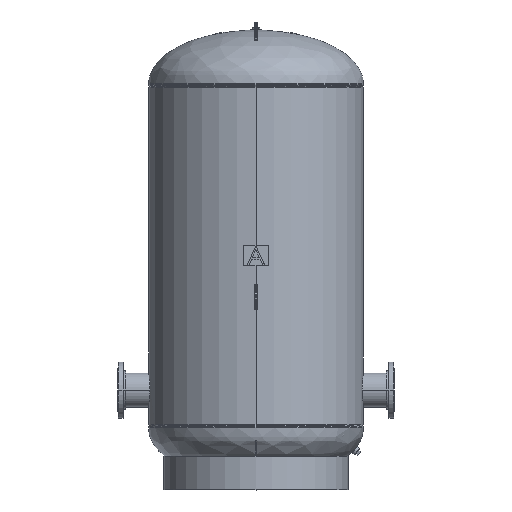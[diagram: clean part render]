
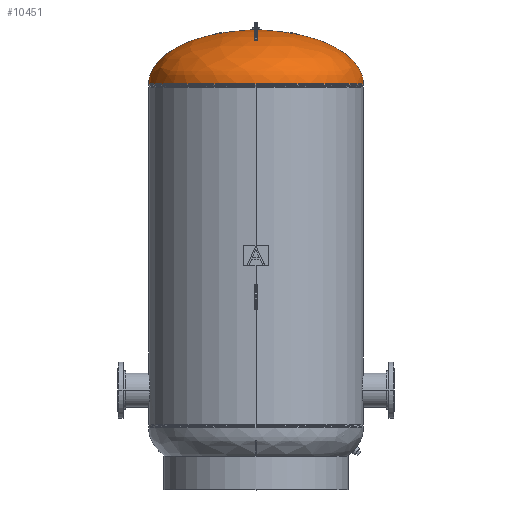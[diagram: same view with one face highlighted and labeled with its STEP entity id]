
A CAD part, top view. The second image highlights one B-rep face of the part: STEP entity #10451.
In plain terms, the highlighted free-form (B-spline) face has degree [3, 3] with [4, 4] control points.
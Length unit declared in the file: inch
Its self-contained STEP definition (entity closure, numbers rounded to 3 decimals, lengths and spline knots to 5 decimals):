
#249 = DIRECTION ( 'NONE',  ( 0., 0., -1. ) ) ;
#418 =( BOUNDED_CURVE ( )  B_SPLINE_CURVE ( 3, ( #4288, #6365, #957, #4092 ),
 .UNSPECIFIED., .F., .T. ) 
 B_SPLINE_CURVE_WITH_KNOTS ( ( 4, 4 ),
 ( 1.60056, 3.14159 ),
 .UNSPECIFIED. ) 
 CURVE ( )  GEOMETRIC_REPRESENTATION_ITEM ( )  RATIONAL_B_SPLINE_CURVE ( ( 1., 0.812, 0.812, 1. ) ) 
 REPRESENTATION_ITEM ( '' )  );
#522 = AXIS2_PLACEMENT_3D ( 'NONE', #3887, #8243, #5894 ) ;
#533 = CARTESIAN_POINT ( 'NONE',  ( 21., 0.6445, 0. ) ) ;
#661 = CARTESIAN_POINT ( 'NONE',  ( -12.6328, 11.06474, 25.2656 ) ) ;
#744 = CARTESIAN_POINT ( 'NONE',  ( 21., 6.71141, 0. ) ) ;
#813 = CARTESIAN_POINT ( 'NONE',  ( -21., 6.71141, 42. ) ) ;
#957 = CARTESIAN_POINT ( 'NONE',  ( 21., 6.71141, 0. ) ) ;
#1778 = CARTESIAN_POINT ( 'NONE',  ( 12.6328, 11.06474, 0. ) ) ;
#2141 = CARTESIAN_POINT ( 'NONE',  ( 0.625, 11.2453, 0. ) ) ;
#2393 = CARTESIAN_POINT ( 'NONE',  ( -21., 6.71141, 0. ) ) ;
#2811 = CARTESIAN_POINT ( 'NONE',  ( 21., 0.6445, 0. ) ) ;
#3094 = VERTEX_POINT ( 'NONE', #9402 ) ;
#3704 = ORIENTED_EDGE ( 'NONE', *, *, #10484, .F. ) ;
#3740 = CARTESIAN_POINT ( 'NONE',  ( -0.625, 11.2453, 1.25 ) ) ;
#3841 = CARTESIAN_POINT ( 'NONE',  ( 0., 11.2453, 0. ) ) ;
#3887 = CARTESIAN_POINT ( 'NONE',  ( 0., 0.6445, 0. ) ) ;
#4092 = CARTESIAN_POINT ( 'NONE',  ( 21., 0.6445, 0. ) ) ;
#4278 =( BOUNDED_SURFACE ( )  B_SPLINE_SURFACE ( 3, 3, ( 
 ( #9282, #10258, #3740, #4849 ),
 ( #1778, #10180, #661, #4919 ),
 ( #744, #13399, #813, #5823 ),
 ( #533, #6914, #11157, #8116 ) ),
 .UNSPECIFIED., .F., .F., .T. ) 
 B_SPLINE_SURFACE_WITH_KNOTS ( ( 4, 4 ),
 ( 4, 4 ),
 ( 0., 1. ),
 ( 0., 1. ),
 .UNSPECIFIED. ) 
 GEOMETRIC_REPRESENTATION_ITEM ( )  RATIONAL_B_SPLINE_SURFACE ( (
 ( 1., 0.333, 0.333, 1.),
 ( 0.812, 0.271, 0.271, 0.812),
 ( 0.812, 0.271, 0.271, 0.812),
 ( 1., 0.333, 0.333, 1.) ) ) 
 REPRESENTATION_ITEM ( '' )  SURFACE ( )  );
#4288 = CARTESIAN_POINT ( 'NONE',  ( 0.625, 11.2453, 0. ) ) ;
#4301 = CIRCLE ( 'NONE', #522, 21. ) ;
#4849 = CARTESIAN_POINT ( 'NONE',  ( -0.625, 11.2453, 0. ) ) ;
#4919 = CARTESIAN_POINT ( 'NONE',  ( -12.6328, 11.06474, 0. ) ) ;
#5423 = CARTESIAN_POINT ( 'NONE',  ( -0.625, 11.2453, 0. ) ) ;
#5518 = EDGE_CURVE ( 'NONE', #13600, #12659, #12248, .T. ) ;
#5823 = CARTESIAN_POINT ( 'NONE',  ( -21., 6.71141, 0. ) ) ;
#5894 = DIRECTION ( 'NONE',  ( 0., 0., -1. ) ) ;
#5954 = FACE_OUTER_BOUND ( 'NONE', #12418, .T. ) ;
#5978 = DIRECTION ( 'NONE',  ( 0., 0., -1. ) ) ;
#6365 = CARTESIAN_POINT ( 'NONE',  ( 12.6328, 11.06474, 0. ) ) ;
#6617 = CARTESIAN_POINT ( 'NONE',  ( -21., 0.6445, 0. ) ) ;
#6711 = EDGE_CURVE ( 'NONE', #7619, #13600, #12041, .T. ) ;
#6721 = EDGE_CURVE ( 'NONE', #7619, #3094, #12771, .T. ) ;
#6891 = AXIS2_PLACEMENT_3D ( 'NONE', #11512, #8390, #249 ) ;
#6914 = CARTESIAN_POINT ( 'NONE',  ( 21., 0.6445, 42. ) ) ;
#7108 = ORIENTED_EDGE ( 'NONE', *, *, #5518, .F. ) ;
#7116 = ORIENTED_EDGE ( 'NONE', *, *, #10444, .F. ) ;
#7178 = CARTESIAN_POINT ( 'NONE',  ( 0., 0.6445, 21. ) ) ;
#7232 = VERTEX_POINT ( 'NONE', #7178 ) ;
#7479 = ORIENTED_EDGE ( 'NONE', *, *, #6721, .T. ) ;
#7619 = VERTEX_POINT ( 'NONE', #5423 ) ;
#7676 = CARTESIAN_POINT ( 'NONE',  ( -0.625, 11.2453, 0. ) ) ;
#7741 = DIRECTION ( 'NONE',  ( 0., 0., -1. ) ) ;
#7747 = CARTESIAN_POINT ( 'NONE',  ( 0., 11.2453, 0.625 ) ) ;
#8116 = CARTESIAN_POINT ( 'NONE',  ( -21., 0.6445, 0. ) ) ;
#8243 = DIRECTION ( 'NONE',  ( 0., -1., 0. ) ) ;
#8390 = DIRECTION ( 'NONE',  ( 0., -1., 0. ) ) ;
#8432 = ORIENTED_EDGE ( 'NONE', *, *, #12764, .F. ) ;
#8715 = CARTESIAN_POINT ( 'NONE',  ( 0., 11.2453, 0. ) ) ;
#9282 = CARTESIAN_POINT ( 'NONE',  ( 0.625, 11.2453, 0. ) ) ;
#9294 = VERTEX_POINT ( 'NONE', #2811 ) ;
#9387 = AXIS2_PLACEMENT_3D ( 'NONE', #8715, #12956, #7741 ) ;
#9402 = CARTESIAN_POINT ( 'NONE',  ( -21., 0.6445, 0. ) ) ;
#9536 = ORIENTED_EDGE ( 'NONE', *, *, #6711, .F. ) ;
#9824 = CARTESIAN_POINT ( 'NONE',  ( -12.6328, 11.06474, 0. ) ) ;
#10180 = CARTESIAN_POINT ( 'NONE',  ( 12.6328, 11.06474, 25.2656 ) ) ;
#10258 = CARTESIAN_POINT ( 'NONE',  ( 0.625, 11.2453, 1.25 ) ) ;
#10444 = EDGE_CURVE ( 'NONE', #9294, #7232, #4301, .T. ) ;
#10451 = ADVANCED_FACE ( 'NONE', ( #5954 ), #4278, .F. ) ;
#10484 = EDGE_CURVE ( 'NONE', #12659, #9294, #418, .T. ) ;
#11157 = CARTESIAN_POINT ( 'NONE',  ( -21., 0.6445, 42. ) ) ;
#11462 = DIRECTION ( 'NONE',  ( 0., 1., 0. ) ) ;
#11512 = CARTESIAN_POINT ( 'NONE',  ( 0., 0.6445, 0. ) ) ;
#11785 = AXIS2_PLACEMENT_3D ( 'NONE', #3841, #11462, #5978 ) ;
#12041 = CIRCLE ( 'NONE', #9387, 0.625 ) ;
#12248 = CIRCLE ( 'NONE', #11785, 0.625 ) ;
#12418 = EDGE_LOOP ( 'NONE', ( #9536, #7479, #8432, #7116, #3704, #7108 ) ) ;
#12659 = VERTEX_POINT ( 'NONE', #2141 ) ;
#12671 = CIRCLE ( 'NONE', #6891, 21. ) ;
#12764 = EDGE_CURVE ( 'NONE', #7232, #3094, #12671, .T. ) ;
#12771 =( BOUNDED_CURVE ( )  B_SPLINE_CURVE ( 3, ( #7676, #9824, #2393, #6617 ),
 .UNSPECIFIED., .F., .T. ) 
 B_SPLINE_CURVE_WITH_KNOTS ( ( 4, 4 ),
 ( 1.60056, 3.14159 ),
 .UNSPECIFIED. ) 
 CURVE ( )  GEOMETRIC_REPRESENTATION_ITEM ( )  RATIONAL_B_SPLINE_CURVE ( ( 1., 0.812, 0.812, 1. ) ) 
 REPRESENTATION_ITEM ( '' )  );
#12956 = DIRECTION ( 'NONE',  ( 0., 1., 0. ) ) ;
#13399 = CARTESIAN_POINT ( 'NONE',  ( 21., 6.71141, 42. ) ) ;
#13600 = VERTEX_POINT ( 'NONE', #7747 ) ;
